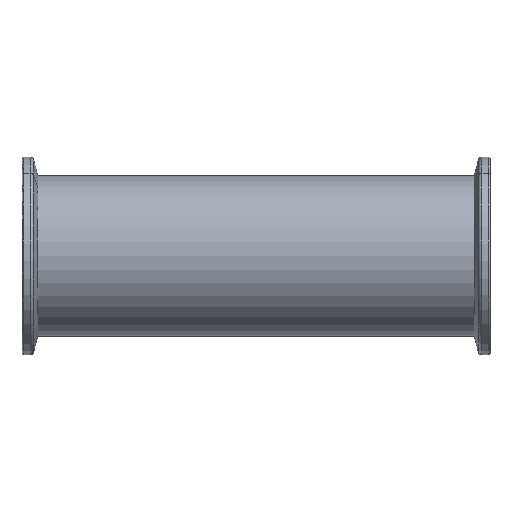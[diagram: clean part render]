
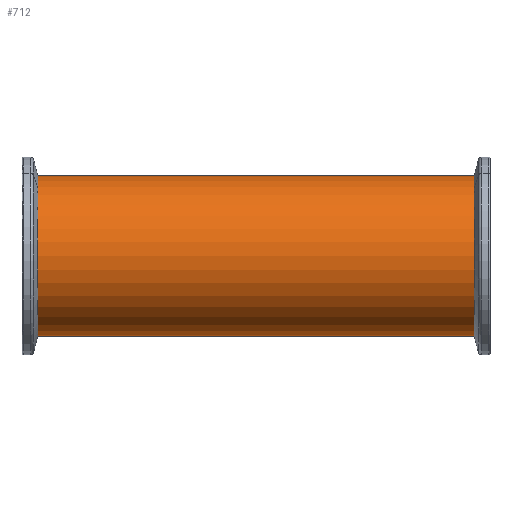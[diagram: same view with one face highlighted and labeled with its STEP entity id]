
A CAD part, front view. The second image highlights one B-rep face of the part: STEP entity #712.
In plain terms, the highlighted cylindrical face has radius 22.25 mm (diameter 44.5 mm), a partial arc.
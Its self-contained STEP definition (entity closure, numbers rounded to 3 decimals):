
#25 = AXIS2_PLACEMENT_3D ( 'NONE', #746, #1033, #314 ) ;
#32 = CARTESIAN_POINT ( 'NONE',  ( 61.5, 0., 22.25 ) ) ;
#65 = EDGE_CURVE ( 'NONE', #1250, #469, #716, .T. ) ;
#142 = AXIS2_PLACEMENT_3D ( 'NONE', #370, #1399, #1357 ) ;
#171 = VECTOR ( 'NONE', #483, 1000. ) ;
#181 = CARTESIAN_POINT ( 'NONE',  ( 61.5, 0., -22.25 ) ) ;
#238 = LINE ( 'NONE', #32, #171 ) ;
#286 = EDGE_CURVE ( 'NONE', #1329, #469, #1372, .T. ) ;
#314 = DIRECTION ( 'NONE',  ( 0., 0., -1. ) ) ;
#370 = CARTESIAN_POINT ( 'NONE',  ( 61.5, 0., 0. ) ) ;
#451 = CARTESIAN_POINT ( 'NONE',  ( 61.5, 0., 0. ) ) ;
#457 = CARTESIAN_POINT ( 'NONE',  ( -61.5, 0., 22.25 ) ) ;
#469 = VERTEX_POINT ( 'NONE', #1225 ) ;
#483 = DIRECTION ( 'NONE',  ( -1., 0., 0. ) ) ;
#557 = EDGE_LOOP ( 'NONE', ( #810, #1293, #581, #825 ) ) ;
#581 = ORIENTED_EDGE ( 'NONE', *, *, #813, .T. ) ;
#712 = ADVANCED_FACE ( 'NONE', ( #899 ), #1200, .T. ) ;
#716 = CIRCLE ( 'NONE', #25, 22.25 ) ;
#746 = CARTESIAN_POINT ( 'NONE',  ( -61.5, 0., 0. ) ) ;
#786 = VECTOR ( 'NONE', #1280, 1000. ) ;
#810 = ORIENTED_EDGE ( 'NONE', *, *, #286, .F. ) ;
#813 = EDGE_CURVE ( 'NONE', #1100, #1250, #238, .T. ) ;
#825 = ORIENTED_EDGE ( 'NONE', *, *, #65, .T. ) ;
#899 = FACE_OUTER_BOUND ( 'NONE', #557, .T. ) ;
#972 = CARTESIAN_POINT ( 'NONE',  ( 61.5, 0., -22.25 ) ) ;
#1033 = DIRECTION ( 'NONE',  ( 1., 0., 0. ) ) ;
#1070 = EDGE_CURVE ( 'NONE', #1100, #1329, #1450, .T. ) ;
#1100 = VERTEX_POINT ( 'NONE', #1466 ) ;
#1200 = CYLINDRICAL_SURFACE ( 'NONE', #1241, 22.25 ) ;
#1225 = CARTESIAN_POINT ( 'NONE',  ( -61.5, 0., -22.25 ) ) ;
#1241 = AXIS2_PLACEMENT_3D ( 'NONE', #451, #1517, #1404 ) ;
#1250 = VERTEX_POINT ( 'NONE', #457 ) ;
#1280 = DIRECTION ( 'NONE',  ( -1., 0., 0. ) ) ;
#1293 = ORIENTED_EDGE ( 'NONE', *, *, #1070, .F. ) ;
#1329 = VERTEX_POINT ( 'NONE', #972 ) ;
#1357 = DIRECTION ( 'NONE',  ( 0., 0., -1. ) ) ;
#1372 = LINE ( 'NONE', #181, #786 ) ;
#1399 = DIRECTION ( 'NONE',  ( 1., 0., 0. ) ) ;
#1404 = DIRECTION ( 'NONE',  ( 0., 0., 1. ) ) ;
#1450 = CIRCLE ( 'NONE', #142, 22.25 ) ;
#1466 = CARTESIAN_POINT ( 'NONE',  ( 61.5, 0., 22.25 ) ) ;
#1517 = DIRECTION ( 'NONE',  ( -1., 0., 0. ) ) ;
